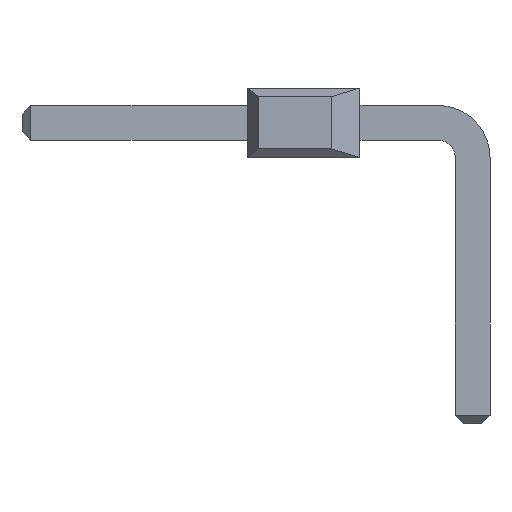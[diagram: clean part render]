
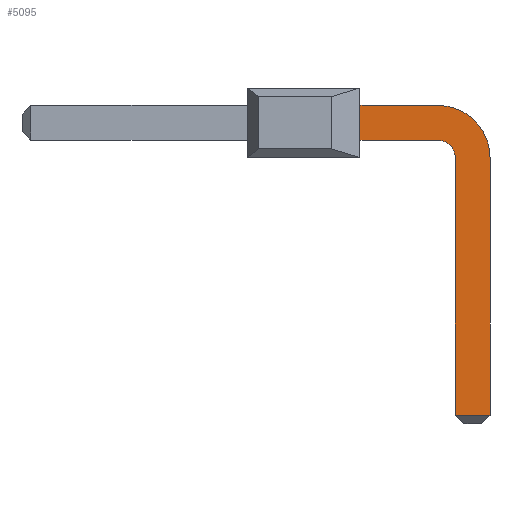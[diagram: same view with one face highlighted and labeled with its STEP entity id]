
A CAD part, left-side view. The second image highlights one B-rep face of the part: STEP entity #5095.
In plain terms, the highlighted planar face has unit normal (-1, 0, 0).
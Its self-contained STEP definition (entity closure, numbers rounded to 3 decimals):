
#4333=CARTESIAN_POINT('',(-0.381,2.47,0.381));
#4332=VERTEX_POINT('',#4333);
#4343=CARTESIAN_POINT('',(-0.381,2.47,1.143));
#4342=VERTEX_POINT('',#4343);
#4341=EDGE_CURVE('',#4342,#4332,#4346,.T.);
#4346=LINE('',#4343,#4348);
#4348=VECTOR('',#4349,0.762);
#4349=DIRECTION('',(0.0,0.0,-1.0));
#4372=CARTESIAN_POINT('',(-0.381,0.762,0.381));
#4371=VERTEX_POINT('',#4372);
#4380=EDGE_CURVE('',#4332,#4371,#4385,.T.);
#4385=LINE('',#4333,#4387);
#4387=VECTOR('',#4388,1.708);
#4388=DIRECTION('',(0.0,-1.0,0.0));
#4423=CARTESIAN_POINT('',(-0.381,0.762,1.143));
#4422=VERTEX_POINT('',#4423);
#4449=EDGE_CURVE('',#4422,#4342,#4454,.T.);
#4454=LINE('',#4423,#4456);
#4456=VECTOR('',#4457,1.708);
#4457=DIRECTION('',(0.0,1.0,0.0));
#4480=CARTESIAN_POINT('',(-0.381,0.381,-5.651));
#4479=VERTEX_POINT('',#4480);
#4490=CARTESIAN_POINT('',(-0.381,0.381,0.0));
#4489=VERTEX_POINT('',#4490);
#4488=EDGE_CURVE('',#4489,#4479,#4493,.T.);
#4493=LINE('',#4490,#4495);
#4495=VECTOR('',#4496,5.652);
#4496=DIRECTION('',(0.0,0.0,-1.0));
#4568=CARTESIAN_POINT('',(-0.381,-0.381,-5.651));
#4567=VERTEX_POINT('',#4568);
#4570=CARTESIAN_POINT('',(-0.381,-0.381,0.0));
#4569=VERTEX_POINT('',#4570);
#4566=EDGE_CURVE('',#4567,#4569,#4571,.T.);
#4571=LINE('',#4568,#4573);
#4573=VECTOR('',#4574,5.652);
#4574=DIRECTION('',(0.0,0.0,1.0));
#4821=EDGE_CURVE('',#4479,#4567,#4826,.T.);
#4826=LINE('',#4480,#4828);
#4828=VECTOR('',#4829,0.762);
#4829=DIRECTION('',(0.0,-1.0,0.0));
#4930=EDGE_CURVE($,#4371,#4489,#4935,.T.);
#4935=CIRCLE($,#4936,0.381);
#4937=CARTESIAN_POINT('',(-0.381,0.762,0.0));
#4936=AXIS2_PLACEMENT_3D($,#4937,#4938,#4939);
#4938=DIRECTION('',(1.0,0.0,0.0));
#4939=DIRECTION('',(0.0,-0.707,-0.707));
#4960=EDGE_CURVE($,#4569,#4422,#4965,.T.);
#4965=CIRCLE($,#4966,1.143);
#4966=AXIS2_PLACEMENT_3D($,#4937,#4968,#4969);
#4968=DIRECTION('',(-1.0,0.0,0.0));
#4969=DIRECTION('',(0.0,0.707,0.707));
#5095=ADVANCED_FACE($,(#5101),#5096,.T.);
#5096=PLANE($,#5097);
#5097=AXIS2_PLACEMENT_3D($,#5098,#5099,#5100);
#5098=CARTESIAN_POINT('',(-0.381,0.762,1.143));
#5099=DIRECTION('',(-1.0,0.0,0.0));
#5100=DIRECTION('',(-1.,0.,0.));
#5101=FACE_OUTER_BOUND($,#5102,.T.);
#5102=EDGE_LOOP($,(#5105, #5115, #5125, #5135, #5146, #5156, #5166, #5176));
#5105=ORIENTED_EDGE('',*,*,#4449,.T.);
#5115=ORIENTED_EDGE('',*,*,#4341,.T.);
#5125=ORIENTED_EDGE('',*,*,#4380,.T.);
#5135=ORIENTED_EDGE('',*,*,#4930,.T.);
#5146=ORIENTED_EDGE('',*,*,#4488,.T.);
#5156=ORIENTED_EDGE('',*,*,#4821,.T.);
#5166=ORIENTED_EDGE('',*,*,#4566,.T.);
#5176=ORIENTED_EDGE('',*,*,#4960,.T.);
